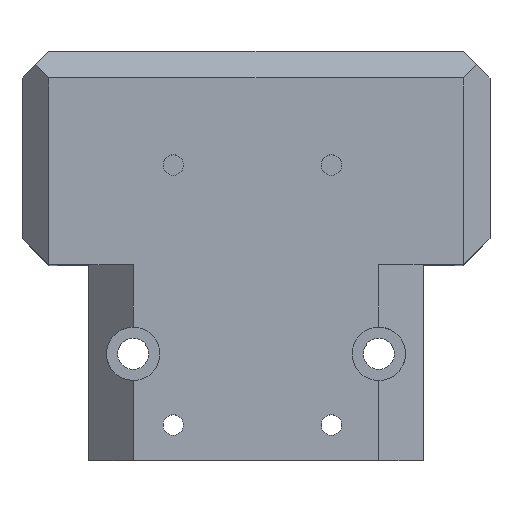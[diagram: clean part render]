
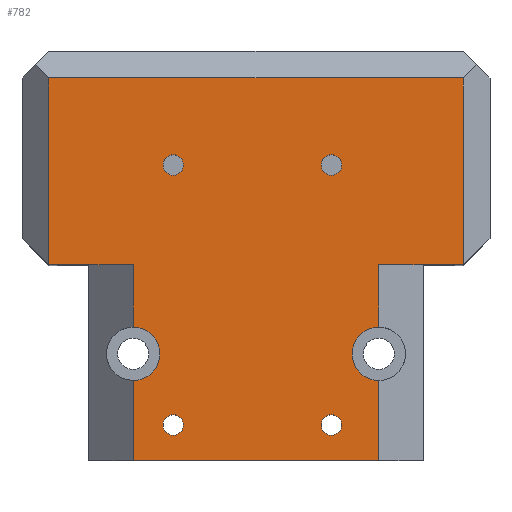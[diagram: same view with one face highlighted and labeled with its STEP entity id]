
A CAD part, top view. The second image highlights one B-rep face of the part: STEP entity #782.
In plain terms, the highlighted planar face has unit normal (0, 0, 1).
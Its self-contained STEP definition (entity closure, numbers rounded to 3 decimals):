
#17=FACE_BOUND('',#118,.T.);
#18=FACE_BOUND('',#119,.T.);
#19=FACE_BOUND('',#120,.T.);
#20=FACE_BOUND('',#121,.T.);
#43=PLANE('',#847);
#76=FACE_OUTER_BOUND('',#117,.T.);
#117=EDGE_LOOP('',(#614,#615,#616,#617,#618,#619,#620,#621,#622,#623,#624,
#625,#626));
#118=EDGE_LOOP('',(#627));
#119=EDGE_LOOP('',(#628));
#120=EDGE_LOOP('',(#629));
#121=EDGE_LOOP('',(#630));
#155=CIRCLE('',#819,3.);
#157=CIRCLE('',#824,3.);
#161=CIRCLE('',#832,3.);
#163=CIRCLE('',#848,1.15);
#164=CIRCLE('',#849,1.15);
#165=CIRCLE('',#850,1.15);
#166=CIRCLE('',#851,1.15);
#174=LINE('',#1123,#263);
#178=LINE('',#1130,#267);
#179=LINE('',#1133,#268);
#183=LINE('',#1140,#272);
#214=LINE('',#1203,#303);
#216=LINE('',#1207,#305);
#217=LINE('',#1208,#306);
#218=LINE('',#1210,#307);
#219=LINE('',#1211,#308);
#220=LINE('',#1212,#309);
#263=VECTOR('',#918,10.);
#267=VECTOR('',#922,10.);
#268=VECTOR('',#925,10.);
#272=VECTOR('',#929,10.);
#303=VECTOR('',#978,10.);
#305=VECTOR('',#984,10.);
#306=VECTOR('',#985,10.);
#307=VECTOR('',#986,10.);
#308=VECTOR('',#987,10.);
#309=VECTOR('',#988,10.);
#351=VERTEX_POINT('',#1094);
#353=VERTEX_POINT('',#1097);
#355=VERTEX_POINT('',#1103);
#357=VERTEX_POINT('',#1106);
#359=VERTEX_POINT('',#1115);
#361=VERTEX_POINT('',#1122);
#364=VERTEX_POINT('',#1128);
#365=VERTEX_POINT('',#1132);
#368=VERTEX_POINT('',#1138);
#389=VERTEX_POINT('',#1195);
#390=VERTEX_POINT('',#1199);
#391=VERTEX_POINT('',#1201);
#392=VERTEX_POINT('',#1209);
#393=VERTEX_POINT('',#1213);
#394=VERTEX_POINT('',#1215);
#395=VERTEX_POINT('',#1217);
#396=VERTEX_POINT('',#1219);
#424=EDGE_CURVE('',#353,#351,#155,.T.);
#428=EDGE_CURVE('',#357,#355,#157,.T.);
#434=EDGE_CURVE('',#351,#359,#161,.T.);
#436=EDGE_CURVE('',#357,#361,#174,.T.);
#440=EDGE_CURVE('',#364,#355,#178,.T.);
#441=EDGE_CURVE('',#353,#365,#179,.T.);
#445=EDGE_CURVE('',#368,#359,#183,.T.);
#476=EDGE_CURVE('',#391,#390,#214,.T.);
#478=EDGE_CURVE('',#364,#365,#216,.T.);
#479=EDGE_CURVE('',#368,#390,#217,.T.);
#480=EDGE_CURVE('',#392,#391,#218,.T.);
#481=EDGE_CURVE('',#389,#392,#219,.T.);
#482=EDGE_CURVE('',#361,#389,#220,.T.);
#483=EDGE_CURVE('',#393,#393,#163,.T.);
#484=EDGE_CURVE('',#394,#394,#164,.T.);
#485=EDGE_CURVE('',#395,#395,#165,.T.);
#486=EDGE_CURVE('',#396,#396,#166,.T.);
#614=ORIENTED_EDGE('',*,*,#428,.T.);
#615=ORIENTED_EDGE('',*,*,#440,.F.);
#616=ORIENTED_EDGE('',*,*,#478,.T.);
#617=ORIENTED_EDGE('',*,*,#441,.F.);
#618=ORIENTED_EDGE('',*,*,#424,.T.);
#619=ORIENTED_EDGE('',*,*,#434,.T.);
#620=ORIENTED_EDGE('',*,*,#445,.F.);
#621=ORIENTED_EDGE('',*,*,#479,.T.);
#622=ORIENTED_EDGE('',*,*,#476,.F.);
#623=ORIENTED_EDGE('',*,*,#480,.F.);
#624=ORIENTED_EDGE('',*,*,#481,.F.);
#625=ORIENTED_EDGE('',*,*,#482,.F.);
#626=ORIENTED_EDGE('',*,*,#436,.F.);
#627=ORIENTED_EDGE('',*,*,#483,.F.);
#628=ORIENTED_EDGE('',*,*,#484,.F.);
#629=ORIENTED_EDGE('',*,*,#485,.F.);
#630=ORIENTED_EDGE('',*,*,#486,.F.);
#782=ADVANCED_FACE('',(#76,#17,#18,#19,#20),#43,.T.);
#819=AXIS2_PLACEMENT_3D('',#1098,#884,#885);
#824=AXIS2_PLACEMENT_3D('',#1107,#894,#895);
#832=AXIS2_PLACEMENT_3D('',#1117,#910,#911);
#847=AXIS2_PLACEMENT_3D('',#1206,#982,#983);
#848=AXIS2_PLACEMENT_3D('',#1214,#989,#990);
#849=AXIS2_PLACEMENT_3D('',#1216,#991,#992);
#850=AXIS2_PLACEMENT_3D('',#1218,#993,#994);
#851=AXIS2_PLACEMENT_3D('',#1220,#995,#996);
#884=DIRECTION('center_axis',(0.,0.,
-1.));
#885=DIRECTION('ref_axis',(1.,0.,0.));
#894=DIRECTION('center_axis',(0.,0.,
-1.));
#895=DIRECTION('ref_axis',(1.,0.,0.));
#910=DIRECTION('center_axis',(0.,0.,
-1.));
#911=DIRECTION('ref_axis',(1.,0.,0.));
#918=DIRECTION('',(0.,1.,0.));
#922=DIRECTION('',(0.,1.,0.));
#925=DIRECTION('',(0.,-1.,0.));
#929=DIRECTION('',(0.,-1.,0.));
#978=DIRECTION('',(0.,-1.,0.));
#982=DIRECTION('center_axis',(0.,0.,
1.));
#983=DIRECTION('ref_axis',(-1.,0.,0.));
#984=DIRECTION('',(1.,0.,0.));
#985=DIRECTION('',(1.,0.,0.));
#986=DIRECTION('',(1.,0.,0.));
#987=DIRECTION('',(0.,1.,0.));
#988=DIRECTION('',(-1.,0.,0.));
#989=DIRECTION('center_axis',(0.,0.,
1.));
#990=DIRECTION('ref_axis',(-1.,0.,0.));
#991=DIRECTION('center_axis',(0.,0.,
1.));
#992=DIRECTION('ref_axis',(-1.,0.,0.));
#993=DIRECTION('center_axis',(0.,0.,
1.));
#994=DIRECTION('ref_axis',(-1.,0.,0.));
#995=DIRECTION('center_axis',(0.,0.,
1.));
#996=DIRECTION('ref_axis',(-1.,0.,0.));
#1094=CARTESIAN_POINT('',(733.299,42.179,97.));
#1097=CARTESIAN_POINT('',(736.299,39.179,97.));
#1098=CARTESIAN_POINT('Origin',(736.299,42.179,97.));
#1103=CARTESIAN_POINT('',(708.7,39.179,97.));
#1106=CARTESIAN_POINT('',(708.7,45.179,97.));
#1107=CARTESIAN_POINT('Origin',(708.7,42.179,97.));
#1115=CARTESIAN_POINT('',(736.299,45.179,97.));
#1117=CARTESIAN_POINT('Origin',(736.299,42.179,97.));
#1122=CARTESIAN_POINT('',(708.7,52.179,97.));
#1123=CARTESIAN_POINT('',(708.7,42.34,97.));
#1128=CARTESIAN_POINT('',(708.7,30.179,97.));
#1130=CARTESIAN_POINT('',(708.7,42.34,97.));
#1132=CARTESIAN_POINT('',(736.299,30.179,97.));
#1133=CARTESIAN_POINT('',(736.299,24.84,97.));
#1138=CARTESIAN_POINT('',(736.299,52.179,97.));
#1140=CARTESIAN_POINT('',(736.299,24.84,97.));
#1195=CARTESIAN_POINT('',(699.2,52.179,97.));
#1199=CARTESIAN_POINT('',(745.799,52.179,97.));
#1201=CARTESIAN_POINT('',(745.799,73.179,97.));
#1203=CARTESIAN_POINT('',(745.799,38.34,97.));
#1206=CARTESIAN_POINT('Origin',(722.5,12.5,97.));
#1207=CARTESIAN_POINT('',(703.7,30.179,97.));
#1208=CARTESIAN_POINT('',(741.299,52.179,97.));
#1209=CARTESIAN_POINT('',(699.2,73.179,97.));
#1210=CARTESIAN_POINT('',(722.5,73.179,97.));
#1211=CARTESIAN_POINT('',(699.2,38.34,97.));
#1212=CARTESIAN_POINT('',(703.7,52.179,97.));
#1213=CARTESIAN_POINT('',(732.13,34.179,97.));
#1214=CARTESIAN_POINT('Origin',(730.98,34.179,97.));
#1215=CARTESIAN_POINT('',(732.13,63.389,97.));
#1216=CARTESIAN_POINT('Origin',(730.98,63.389,97.));
#1217=CARTESIAN_POINT('',(714.35,34.179,97.));
#1218=CARTESIAN_POINT('Origin',(713.2,34.179,97.));
#1219=CARTESIAN_POINT('',(714.35,63.389,97.));
#1220=CARTESIAN_POINT('Origin',(713.2,63.389,97.));
